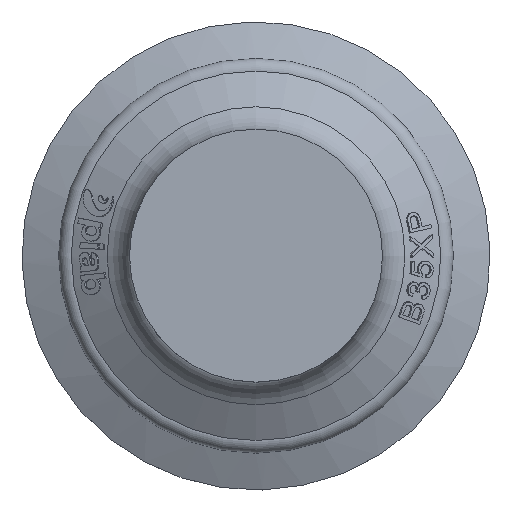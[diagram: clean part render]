
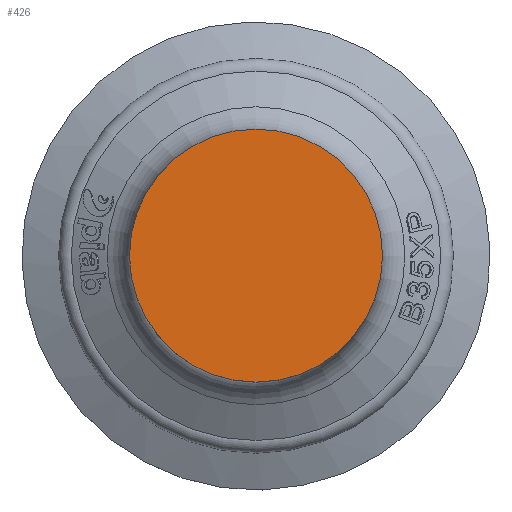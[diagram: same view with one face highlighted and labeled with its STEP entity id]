
A CAD part, top view. The second image highlights one B-rep face of the part: STEP entity #426.
In plain terms, the highlighted planar face has unit normal (0, 0, 1).
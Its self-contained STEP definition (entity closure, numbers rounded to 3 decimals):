
#426 = ADVANCED_FACE( '', ( #1000 ), #1001, .F. );
#1000 = FACE_OUTER_BOUND( '', #2104, .T. );
#1001 = PLANE( '', #2105 );
#2104 = EDGE_LOOP( '', ( #4231 ) );
#2105 = AXIS2_PLACEMENT_3D( '', #4232, #4233, #4234 );
#4231 = ORIENTED_EDGE( '', *, *, #5643, .F. );
#4232 = CARTESIAN_POINT( '', ( 0., -4.25, 21.026 ) );
#4233 = DIRECTION( '', ( 0., 0., -1. ) );
#4234 = DIRECTION( '', ( -1., 0., 0. ) );
#5643 = EDGE_CURVE( '', #6642, #6642, #6643, .T. );
#6642 = VERTEX_POINT( '', #9054 );
#6643 = CIRCLE( '', #9055, 10. );
#9054 = CARTESIAN_POINT( '', ( -10., 0., 21.026 ) );
#9055 = AXIS2_PLACEMENT_3D( '', #10896, #10897, #10898 );
#10896 = CARTESIAN_POINT( '', ( 0., 0., 21.026 ) );
#10897 = DIRECTION( '', ( 0., 0., -1. ) );
#10898 = DIRECTION( '', ( -1., 0., 0. ) );
